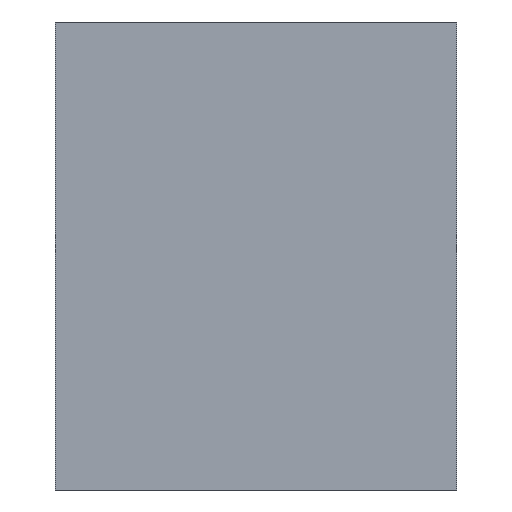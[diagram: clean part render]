
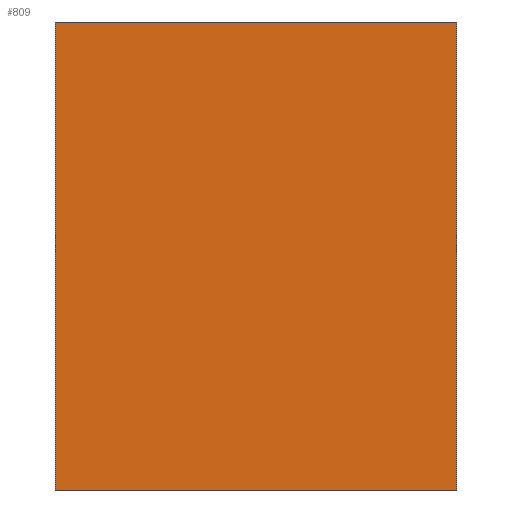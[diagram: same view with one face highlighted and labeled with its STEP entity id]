
A CAD part, left-side view. The second image highlights one B-rep face of the part: STEP entity #809.
In plain terms, the highlighted planar face has unit normal (-1, 0, 0).
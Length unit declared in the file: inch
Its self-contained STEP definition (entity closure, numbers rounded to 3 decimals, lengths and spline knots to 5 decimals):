
#22 = FACE_OUTER_BOUND ( 'NONE', #731, .T. ) ;
#57 = VERTEX_POINT ( 'NONE', #59 ) ;
#59 = CARTESIAN_POINT ( 'NONE',  ( 0., 1.5, 1.75 ) ) ;
#71 = AXIS2_PLACEMENT_3D ( 'NONE', #159, #440, #876 ) ;
#83 = LINE ( 'NONE', #370, #448 ) ;
#87 = ORIENTED_EDGE ( 'NONE', *, *, #126, .T. ) ;
#92 = DIRECTION ( 'NONE',  ( 0., -1., 0. ) ) ;
#99 = ORIENTED_EDGE ( 'NONE', *, *, #391, .F. ) ;
#126 = EDGE_CURVE ( 'NONE', #673, #292, #860, .T. ) ;
#159 = CARTESIAN_POINT ( 'NONE',  ( 0., 1.5, 0. ) ) ;
#216 = DIRECTION ( 'NONE',  ( 0., 0., 1. ) ) ;
#223 = DIRECTION ( 'NONE',  ( 0., -1., 0. ) ) ;
#231 = CARTESIAN_POINT ( 'NONE',  ( 0., 1.5, 0. ) ) ;
#235 = CARTESIAN_POINT ( 'NONE',  ( 0., 0., 0. ) ) ;
#245 = CARTESIAN_POINT ( 'NONE',  ( 0., 0., 1.75 ) ) ;
#280 = LINE ( 'NONE', #660, #457 ) ;
#292 = VERTEX_POINT ( 'NONE', #245 ) ;
#356 = ORIENTED_EDGE ( 'NONE', *, *, #578, .T. ) ;
#368 = PLANE ( 'NONE',  #71 ) ;
#370 = CARTESIAN_POINT ( 'NONE',  ( 0., 1.5, 0. ) ) ;
#391 = EDGE_CURVE ( 'NONE', #814, #57, #83, .T. ) ;
#426 = VECTOR ( 'NONE', #223, 39.37008 ) ;
#440 = DIRECTION ( 'NONE',  ( 1., 0., 0. ) ) ;
#448 = VECTOR ( 'NONE', #824, 39.37008 ) ;
#457 = VECTOR ( 'NONE', #92, 39.37008 ) ;
#544 = ORIENTED_EDGE ( 'NONE', *, *, #662, .F. ) ;
#578 = EDGE_CURVE ( 'NONE', #814, #673, #716, .T. ) ;
#631 = CARTESIAN_POINT ( 'NONE',  ( 0., 0., 0. ) ) ;
#660 = CARTESIAN_POINT ( 'NONE',  ( 0., 1.5, 1.75 ) ) ;
#662 = EDGE_CURVE ( 'NONE', #57, #292, #280, .T. ) ;
#673 = VERTEX_POINT ( 'NONE', #235 ) ;
#716 = LINE ( 'NONE', #858, #426 ) ;
#731 = EDGE_LOOP ( 'NONE', ( #87, #544, #99, #356 ) ) ;
#809 = ADVANCED_FACE ( 'NONE', ( #22 ), #368, .F. ) ;
#814 = VERTEX_POINT ( 'NONE', #231 ) ;
#824 = DIRECTION ( 'NONE',  ( 0., 0., 1. ) ) ;
#858 = CARTESIAN_POINT ( 'NONE',  ( 0., 1.5, 0. ) ) ;
#860 = LINE ( 'NONE', #631, #904 ) ;
#876 = DIRECTION ( 'NONE',  ( 0., 0., -1. ) ) ;
#904 = VECTOR ( 'NONE', #216, 39.37008 ) ;
